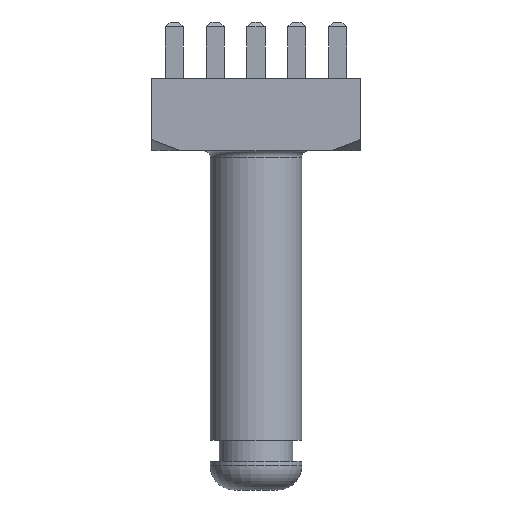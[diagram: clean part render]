
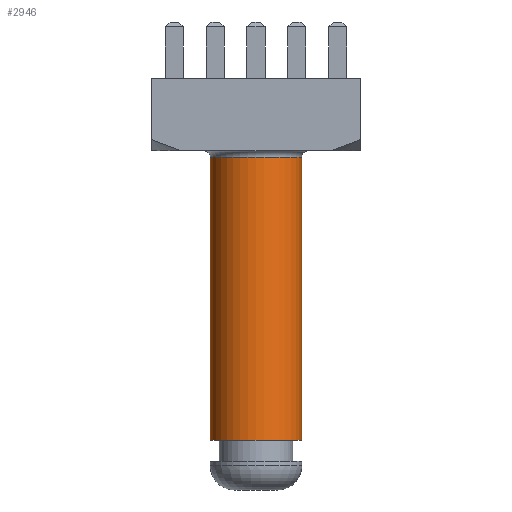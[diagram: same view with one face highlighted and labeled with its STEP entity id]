
A CAD part, front view. The second image highlights one B-rep face of the part: STEP entity #2946.
In plain terms, the highlighted cylindrical face has radius 2.85 mm (diameter 5.7 mm), a partial arc.
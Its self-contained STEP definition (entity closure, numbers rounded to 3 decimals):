
#375 = VECTOR ( 'NONE', #4122, 1000. ) ;
#530 = VERTEX_POINT ( 'NONE', #4334 ) ;
#621 = ORIENTED_EDGE ( 'NONE', *, *, #5808, .T. ) ;
#687 = AXIS2_PLACEMENT_3D ( 'NONE', #5183, #4719, #6477 ) ;
#722 = CIRCLE ( 'NONE', #4197, 2.85 ) ;
#1218 = CIRCLE ( 'NONE', #687, 2.85 ) ;
#1276 = LINE ( 'NONE', #4189, #375 ) ;
#1299 = DIRECTION ( 'NONE',  ( 0., 0., 1. ) ) ;
#1478 = EDGE_CURVE ( 'NONE', #5880, #530, #4620, .T. ) ;
#1763 = DIRECTION ( 'NONE',  ( 1., 0., 0. ) ) ;
#2688 = DIRECTION ( 'NONE',  ( -1., 0., 0. ) ) ;
#2889 = CARTESIAN_POINT ( 'NONE',  ( 0., 0., -18. ) ) ;
#2903 = CARTESIAN_POINT ( 'NONE',  ( 2.85, 0., -18. ) ) ;
#2946 = ADVANCED_FACE ( 'NONE', ( #5048 ), #6407, .T. ) ;
#2988 = VECTOR ( 'NONE', #1299, 1000. ) ;
#3090 = EDGE_CURVE ( 'NONE', #5061, #530, #1218, .T. ) ;
#3544 = EDGE_LOOP ( 'NONE', ( #4658, #6106, #621, #3597 ) ) ;
#3597 = ORIENTED_EDGE ( 'NONE', *, *, #3090, .T. ) ;
#3818 = CARTESIAN_POINT ( 'NONE',  ( 2.85, 0., -0.4 ) ) ;
#4122 = DIRECTION ( 'NONE',  ( 0., 0., 1. ) ) ;
#4189 = CARTESIAN_POINT ( 'NONE',  ( 2.85, 0., -18. ) ) ;
#4197 = AXIS2_PLACEMENT_3D ( 'NONE', #5345, #4765, #2688 ) ;
#4334 = CARTESIAN_POINT ( 'NONE',  ( -2.85, 0., -0.4 ) ) ;
#4620 = LINE ( 'NONE', #4761, #2988 ) ;
#4658 = ORIENTED_EDGE ( 'NONE', *, *, #1478, .F. ) ;
#4719 = DIRECTION ( 'NONE',  ( 0., 0., -1. ) ) ;
#4761 = CARTESIAN_POINT ( 'NONE',  ( -2.85, 0., -18. ) ) ;
#4765 = DIRECTION ( 'NONE',  ( 0., 0., -1. ) ) ;
#5048 = FACE_OUTER_BOUND ( 'NONE', #3544, .T. ) ;
#5056 = AXIS2_PLACEMENT_3D ( 'NONE', #2889, #5156, #1763 ) ;
#5061 = VERTEX_POINT ( 'NONE', #3818 ) ;
#5156 = DIRECTION ( 'NONE',  ( 0., 0., 1. ) ) ;
#5183 = CARTESIAN_POINT ( 'NONE',  ( 0., 0., -0.4 ) ) ;
#5345 = CARTESIAN_POINT ( 'NONE',  ( 0., 0., -18. ) ) ;
#5808 = EDGE_CURVE ( 'NONE', #6055, #5061, #1276, .T. ) ;
#5880 = VERTEX_POINT ( 'NONE', #6658 ) ;
#6055 = VERTEX_POINT ( 'NONE', #2903 ) ;
#6106 = ORIENTED_EDGE ( 'NONE', *, *, #6763, .F. ) ;
#6407 = CYLINDRICAL_SURFACE ( 'NONE', #5056, 2.85 ) ;
#6477 = DIRECTION ( 'NONE',  ( -1., 0., 0. ) ) ;
#6658 = CARTESIAN_POINT ( 'NONE',  ( -2.85, 0., -18. ) ) ;
#6763 = EDGE_CURVE ( 'NONE', #6055, #5880, #722, .T. ) ;
